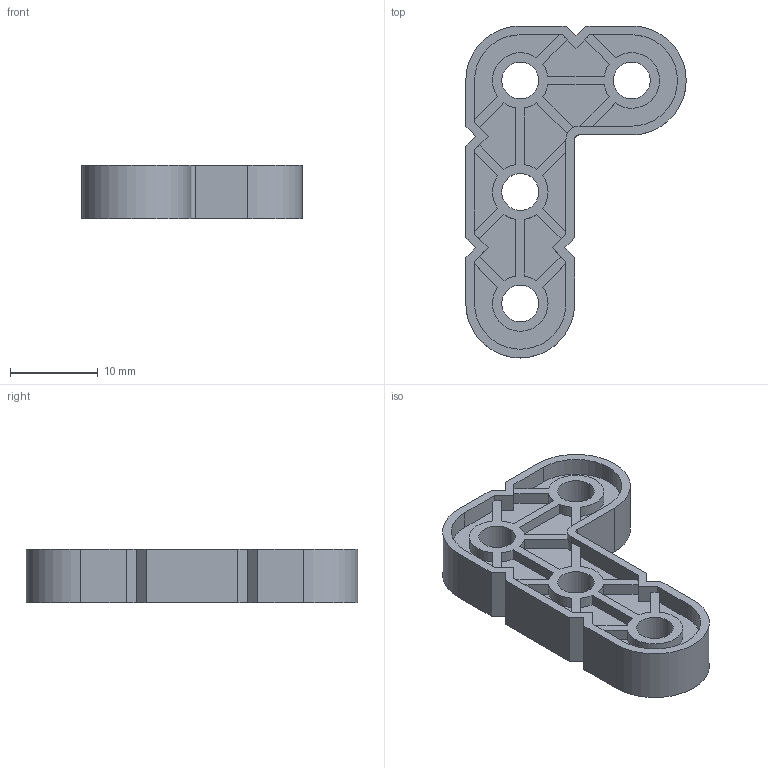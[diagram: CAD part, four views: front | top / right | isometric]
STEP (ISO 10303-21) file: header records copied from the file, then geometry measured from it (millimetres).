
FILE_DESCRIPTION (( 'STEP AP214' ), '1' );
FILE_NAME ('228-2500-145.STEP', '2014-03-06T18:46:46', ( '' ), ( '' ), 'SwSTEP 2.0', 'SolidWorks 2013', '' );
FILE_SCHEMA (( 'AUTOMOTIVE_DESIGN' ));
Length unit declared in the file: millimetre
Products named in the file (1): 228-2500-145
Bounding box: 25.1 x 37.8 x 6.1 mm (x, y, z)
Volume: 1856.5 mm3; surface area: 2909.2 mm2
Topology: 1 solids, 1 shells, 195 faces, 573 edges, 382 vertices
Faces by surface type: plane 130, cylinder 65
Entity records: 6531 total; most frequent: CARTESIAN_POINT 1151, ORIENTED_EDGE 1146, DIRECTION 1099, EDGE_CURVE 573, VECTOR 439, LINE 439, VERTEX_POINT 382, AXIS2_PLACEMENT_3D 330
